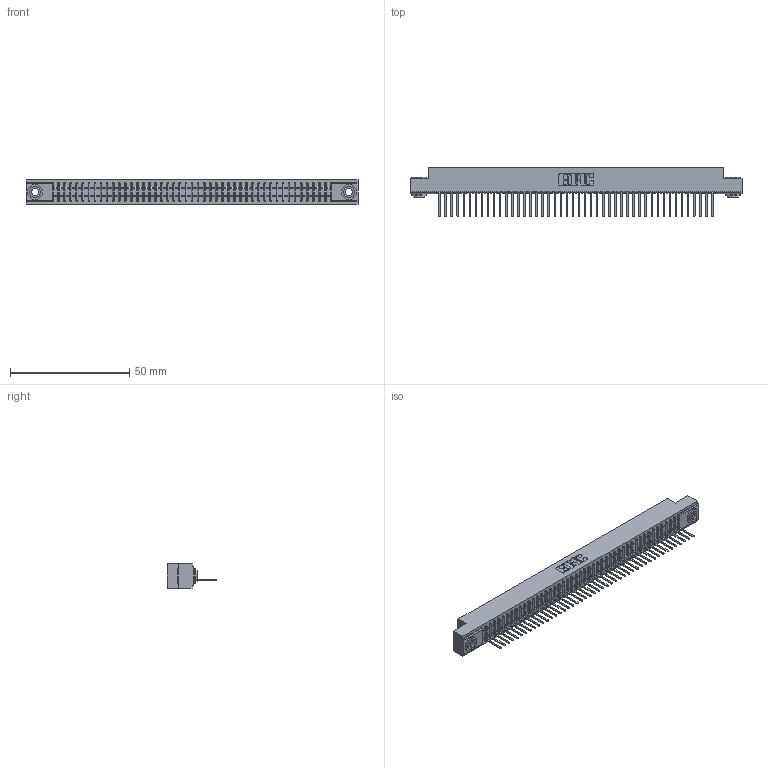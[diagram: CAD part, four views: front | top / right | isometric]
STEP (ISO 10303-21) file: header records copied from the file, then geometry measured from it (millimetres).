
FILE_DESCRIPTION (( 'STEP AP203' ), '1' );
FILE_NAME ('341-046-522-103.STEP', '2018-08-07T11:01:00', ( '' ), ( '' ), 'SwSTEP 2.0', 'SolidWorks 2016', '' );
FILE_SCHEMA (( 'CONFIG_CONTROL_DESIGN' ));
Length unit declared in the file: inch
Products named in the file (4): 345-250-002_345-250-002-102; 341-046-522-103; 341 Part_.156 (3.96) Dia Mounting Holes; 341-292-001_341-292-122
Assembly tree (49 placements, depth 2):
  341-046-522-103
    341 Part_.156 (3.96) Dia Mounting Holes
    341-292-001_341-292-122  x46
    345-250-002_345-250-002-102  x2
Bounding box: 139.06 x 20.62 x 10.16 mm (x, y, z)
Volume: 10007.9 mm3; surface area: 16257.3 mm2
Topology: 49 solids, 49 shells, 3940 faces, 11330 edges, 7270 vertices
Faces by surface type: plane 2438, cylinder 1310, sphere 94, torus 90, cone 8
Entity records: 54730 total; most frequent: CARTESIAN_POINT 9277, ORIENTED_EDGE 9256, DIRECTION 8968, EDGE_CURVE 4628, LINE 3734, VECTOR 3734, VERTEX_POINT 2926, AXIS2_PLACEMENT_3D 2617
